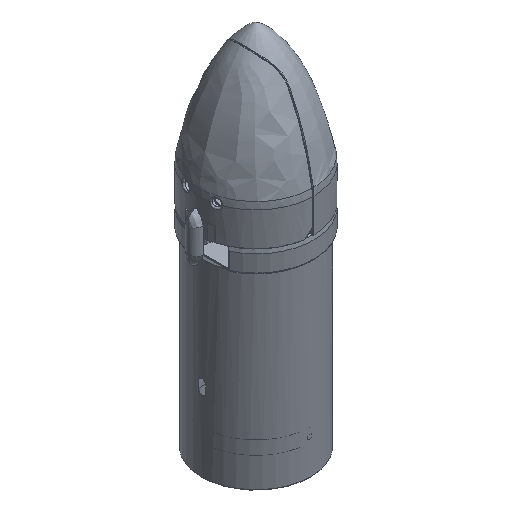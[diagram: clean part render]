
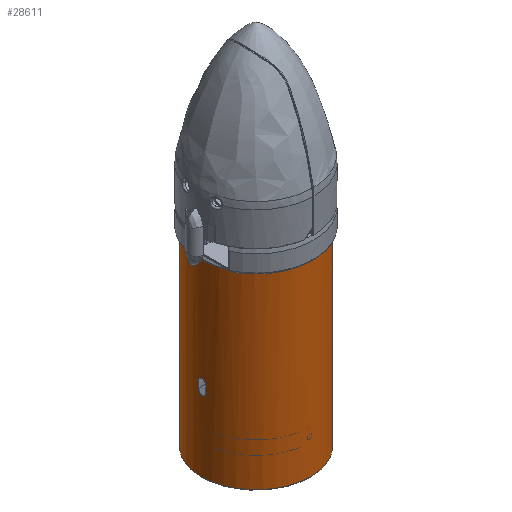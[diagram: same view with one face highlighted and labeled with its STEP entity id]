
A CAD part, isometric view. The second image highlights one B-rep face of the part: STEP entity #28611.
In plain terms, the highlighted cylindrical face has radius 36.5 mm (diameter 73 mm), a full revolution.
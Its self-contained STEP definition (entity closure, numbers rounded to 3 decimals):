
#1072=B_SPLINE_CURVE_WITH_KNOTS('',3,(#55757,#55758,#55759,#55760,#55761,
#55762,#55763,#55764,#55765,#55766),.UNSPECIFIED.,.F.,.F.,(4,2,2,2,4),(0.377,
0.471,0.565,0.659,0.754),
 .UNSPECIFIED.);
#1073=B_SPLINE_CURVE_WITH_KNOTS('',3,(#55768,#55769,#55770,#55771,#55772,
#55773,#55774,#55775,#55776,#55777),.UNSPECIFIED.,.F.,.F.,(4,2,2,2,4),(0.,
0.094,0.188,0.283,0.377),
 .UNSPECIFIED.);
#1074=B_SPLINE_CURVE_WITH_KNOTS('',3,(#55785,#55786,#55787,#55788,#55789,
#55790,#55791,#55792,#55793,#55794),.UNSPECIFIED.,.F.,.F.,(4,2,2,2,4),(-0.377,
-0.283,-0.188,-0.094,0.),
 .UNSPECIFIED.);
#1075=B_SPLINE_CURVE_WITH_KNOTS('',3,(#55795,#55796,#55797,#55798,#55799,
#55800,#55801,#55802,#55803,#55804),.UNSPECIFIED.,.F.,.F.,(4,2,2,2,4),(-0.754,
-0.659,-0.565,-0.471,-0.377),
 .UNSPECIFIED.);
#3185=FACE_OUTER_BOUND('',#5107,.T.);
#5107=EDGE_LOOP('',(#25965,#25966,#25967,#25968,#25969,#25970,#25971,#25972,
#25973,#25974,#25975,#25976,#25977,#25978,#25979,#25980));
#6876=LINE('',#55671,#8656);
#6881=LINE('',#55689,#8661);
#6889=LINE('',#55753,#8669);
#6892=LINE('',#55781,#8672);
#6894=LINE('',#55808,#8674);
#6895=LINE('',#55809,#8675);
#8656=VECTOR('',#41832,10.);
#8661=VECTOR('',#41849,10.);
#8669=VECTOR('',#41869,10.);
#8672=VECTOR('',#41876,10.);
#8674=VECTOR('',#41884,36.5);
#8675=VECTOR('',#41885,36.5);
#10825=CIRCLE('',#32452,36.5);
#10828=CIRCLE('',#32455,36.5);
#10830=CIRCLE('',#32459,36.5);
#10832=CIRCLE('',#32467,36.5);
#13285=VERTEX_POINT('',#55669);
#13286=VERTEX_POINT('',#55670);
#13289=VERTEX_POINT('',#55678);
#13290=VERTEX_POINT('',#55679);
#13293=VERTEX_POINT('',#55688);
#13302=VERTEX_POINT('',#55750);
#13303=VERTEX_POINT('',#55752);
#13304=VERTEX_POINT('',#55756);
#13305=VERTEX_POINT('',#55767);
#13306=VERTEX_POINT('',#55780);
#13307=VERTEX_POINT('',#55784);
#13308=VERTEX_POINT('',#55806);
#17500=EDGE_CURVE('',#13285,#13286,#6876,.T.);
#17504=EDGE_CURVE('',#13289,#13290,#10825,.T.);
#17508=EDGE_CURVE('',#13290,#13285,#10828,.T.);
#17509=EDGE_CURVE('',#13293,#13289,#6881,.T.);
#17513=EDGE_CURVE('',#13293,#13286,#10830,.T.);
#17524=EDGE_CURVE('',#13303,#13302,#6889,.T.);
#17526=EDGE_CURVE('',#13304,#13303,#1072,.T.);
#17527=EDGE_CURVE('',#13305,#13304,#1073,.T.);
#17529=EDGE_CURVE('',#13306,#13305,#6892,.T.);
#17531=EDGE_CURVE('',#13307,#13306,#1074,.T.);
#17532=EDGE_CURVE('',#13302,#13307,#1075,.T.);
#17533=EDGE_CURVE('',#13308,#13308,#10832,.T.);
#17534=EDGE_CURVE('',#13308,#13307,#6894,.T.);
#17535=EDGE_CURVE('',#13304,#13290,#6895,.T.);
#25965=ORIENTED_EDGE('',*,*,#17533,.F.);
#25966=ORIENTED_EDGE('',*,*,#17534,.T.);
#25967=ORIENTED_EDGE('',*,*,#17531,.T.);
#25968=ORIENTED_EDGE('',*,*,#17529,.T.);
#25969=ORIENTED_EDGE('',*,*,#17527,.T.);
#25970=ORIENTED_EDGE('',*,*,#17535,.T.);
#25971=ORIENTED_EDGE('',*,*,#17508,.T.);
#25972=ORIENTED_EDGE('',*,*,#17500,.T.);
#25973=ORIENTED_EDGE('',*,*,#17513,.F.);
#25974=ORIENTED_EDGE('',*,*,#17509,.T.);
#25975=ORIENTED_EDGE('',*,*,#17504,.T.);
#25976=ORIENTED_EDGE('',*,*,#17535,.F.);
#25977=ORIENTED_EDGE('',*,*,#17526,.T.);
#25978=ORIENTED_EDGE('',*,*,#17524,.T.);
#25979=ORIENTED_EDGE('',*,*,#17532,.T.);
#25980=ORIENTED_EDGE('',*,*,#17534,.F.);
#26869=CYLINDRICAL_SURFACE('',#32466,36.5);
#28611=ADVANCED_FACE('',(#3185),#26869,.T.);
#32452=AXIS2_PLACEMENT_3D('',#55680,#41838,#41839);
#32455=AXIS2_PLACEMENT_3D('',#55686,#41845,#41846);
#32459=AXIS2_PLACEMENT_3D('',#55695,#41856,#41857);
#32466=AXIS2_PLACEMENT_3D('',#55805,#41880,#41881);
#32467=AXIS2_PLACEMENT_3D('',#55807,#41882,#41883);
#41832=DIRECTION('',(0.,0.,1.));
#41838=DIRECTION('center_axis',(0.,0.,-1.));
#41839=DIRECTION('ref_axis',(1.,0.,0.));
#41845=DIRECTION('center_axis',(0.,0.,-1.));
#41846=DIRECTION('ref_axis',(1.,0.,0.));
#41849=DIRECTION('',(0.,0.,-1.));
#41856=DIRECTION('center_axis',(0.,0.,1.));
#41857=DIRECTION('ref_axis',(1.,0.,0.));
#41869=DIRECTION('',(0.,0.,-1.));
#41876=DIRECTION('',(0.,0.,1.));
#41880=DIRECTION('center_axis',(0.,0.,-1.));
#41881=DIRECTION('ref_axis',(1.,0.,0.));
#41882=DIRECTION('center_axis',(0.,0.,-1.));
#41883=DIRECTION('ref_axis',(1.,0.,0.));
#41884=DIRECTION('',(0.,0.,1.));
#41885=DIRECTION('',(0.,0.,1.));
#55669=CARTESIAN_POINT('',(-35.842,6.9,157.7));
#55670=CARTESIAN_POINT('',(-35.842,6.9,168.));
#55671=CARTESIAN_POINT('',(-35.842,6.9,51.));
#55678=CARTESIAN_POINT('',(-33.32,-14.9,157.7));
#55679=CARTESIAN_POINT('',(-36.5,0.,157.7));
#55680=CARTESIAN_POINT('Origin',(0.,0.,
157.7));
#55686=CARTESIAN_POINT('Origin',(0.,0.,
157.7));
#55688=CARTESIAN_POINT('',(-33.32,-14.9,168.));
#55689=CARTESIAN_POINT('',(-33.32,-14.9,51.));
#55695=CARTESIAN_POINT('Origin',(0.,0.,
168.));
#55750=CARTESIAN_POINT('',(-36.414,-2.5,81.));
#55752=CARTESIAN_POINT('',(-36.414,-2.5,86.));
#55753=CARTESIAN_POINT('',(-36.414,-2.5,51.));
#55756=CARTESIAN_POINT('',(-36.5,0.,88.5));
#55757=CARTESIAN_POINT('Ctrl Pts',(-36.5,0.,88.5));
#55758=CARTESIAN_POINT('Ctrl Pts',(-36.5,-0.314,88.5));
#55759=CARTESIAN_POINT('Ctrl Pts',(-36.496,-0.649,
88.437));
#55760=CARTESIAN_POINT('Ctrl Pts',(-36.479,-1.265,
88.182));
#55761=CARTESIAN_POINT('Ctrl Pts',(-36.468,-1.546,87.99));
#55762=CARTESIAN_POINT('Ctrl Pts',(-36.446,-1.99,87.546));
#55763=CARTESIAN_POINT('Ctrl Pts',(-36.435,-2.182,87.265));
#55764=CARTESIAN_POINT('Ctrl Pts',(-36.419,-2.437,
86.649));
#55765=CARTESIAN_POINT('Ctrl Pts',(-36.414,-2.5,86.314));
#55766=CARTESIAN_POINT('Ctrl Pts',(-36.414,-2.5,86.));
#55767=CARTESIAN_POINT('',(-36.414,2.5,86.));
#55768=CARTESIAN_POINT('Ctrl Pts',(-36.414,2.5,86.));
#55769=CARTESIAN_POINT('Ctrl Pts',(-36.414,2.5,86.314));
#55770=CARTESIAN_POINT('Ctrl Pts',(-36.419,2.437,86.649));
#55771=CARTESIAN_POINT('Ctrl Pts',(-36.435,2.182,87.265));
#55772=CARTESIAN_POINT('Ctrl Pts',(-36.446,1.99,87.546));
#55773=CARTESIAN_POINT('Ctrl Pts',(-36.468,1.546,87.99));
#55774=CARTESIAN_POINT('Ctrl Pts',(-36.479,1.265,88.182));
#55775=CARTESIAN_POINT('Ctrl Pts',(-36.496,0.649,
88.437));
#55776=CARTESIAN_POINT('Ctrl Pts',(-36.5,0.314,88.5));
#55777=CARTESIAN_POINT('Ctrl Pts',(-36.5,0.,88.5));
#55780=CARTESIAN_POINT('',(-36.414,2.5,81.));
#55781=CARTESIAN_POINT('',(-36.414,2.5,51.));
#55784=CARTESIAN_POINT('',(-36.5,0.,78.5));
#55785=CARTESIAN_POINT('Ctrl Pts',(-36.5,0.,78.5));
#55786=CARTESIAN_POINT('Ctrl Pts',(-36.5,0.314,78.5));
#55787=CARTESIAN_POINT('Ctrl Pts',(-36.496,0.649,
78.563));
#55788=CARTESIAN_POINT('Ctrl Pts',(-36.479,1.265,78.818));
#55789=CARTESIAN_POINT('Ctrl Pts',(-36.468,1.546,79.01));
#55790=CARTESIAN_POINT('Ctrl Pts',(-36.446,1.99,79.454));
#55791=CARTESIAN_POINT('Ctrl Pts',(-36.435,2.182,79.735));
#55792=CARTESIAN_POINT('Ctrl Pts',(-36.419,2.437,80.351));
#55793=CARTESIAN_POINT('Ctrl Pts',(-36.414,2.5,80.686));
#55794=CARTESIAN_POINT('Ctrl Pts',(-36.414,2.5,81.));
#55795=CARTESIAN_POINT('Ctrl Pts',(-36.414,-2.5,81.));
#55796=CARTESIAN_POINT('Ctrl Pts',(-36.414,-2.5,80.686));
#55797=CARTESIAN_POINT('Ctrl Pts',(-36.419,-2.437,
80.351));
#55798=CARTESIAN_POINT('Ctrl Pts',(-36.435,-2.182,
79.735));
#55799=CARTESIAN_POINT('Ctrl Pts',(-36.446,-1.99,79.454));
#55800=CARTESIAN_POINT('Ctrl Pts',(-36.468,-1.546,79.01));
#55801=CARTESIAN_POINT('Ctrl Pts',(-36.479,-1.265,
78.818));
#55802=CARTESIAN_POINT('Ctrl Pts',(-36.496,-0.649,
78.563));
#55803=CARTESIAN_POINT('Ctrl Pts',(-36.5,-0.314,78.5));
#55804=CARTESIAN_POINT('Ctrl Pts',(-36.5,0.,78.5));
#55805=CARTESIAN_POINT('Origin',(0.,0.,
51.));
#55806=CARTESIAN_POINT('',(-36.5,0.,31.));
#55807=CARTESIAN_POINT('Origin',(0.,0.,
31.));
#55808=CARTESIAN_POINT('',(-36.5,0.,51.));
#55809=CARTESIAN_POINT('',(-36.5,0.,51.));
